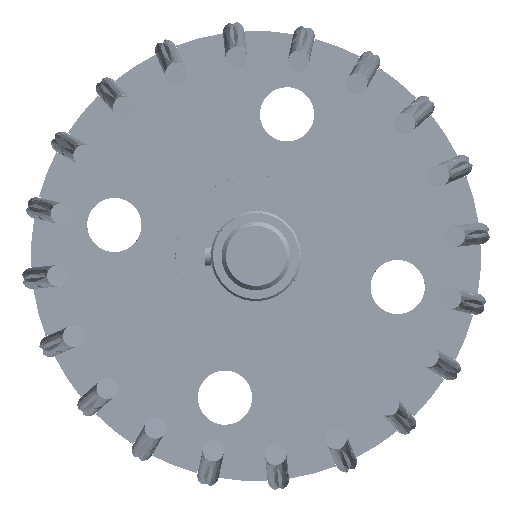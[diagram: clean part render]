
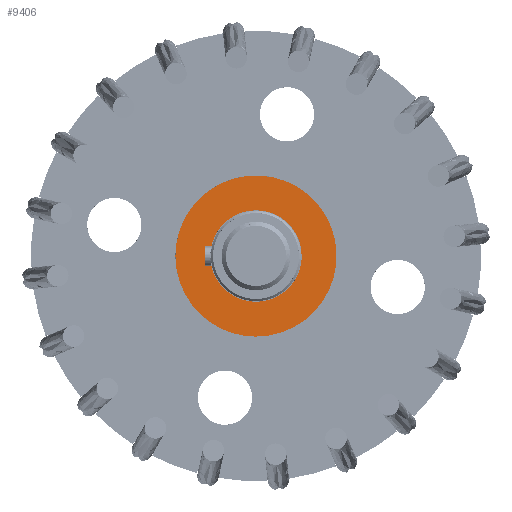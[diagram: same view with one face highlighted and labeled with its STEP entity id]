
A CAD part, left-side view. The second image highlights one B-rep face of the part: STEP entity #9406.
In plain terms, the highlighted free-form (B-spline) face has degree [1, 1] with [2, 2] control points.
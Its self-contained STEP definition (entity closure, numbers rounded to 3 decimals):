
#9249 = EDGE_CURVE('',#9250,#9252,#9254,.T.);
#9250 = VERTEX_POINT('',#9251);
#9251 = CARTESIAN_POINT('',(-236.877,-403.781,
    25.824));
#9252 = VERTEX_POINT('',#9253);
#9253 = CARTESIAN_POINT('',(-236.877,-403.781,
    50.38));
#9254 = B_SPLINE_CURVE_WITH_KNOTS('',1,(#9255,#9256),.UNSPECIFIED.,.F.,
  .F.,(2,2),(-34.75,-16.75),.PIECEWISE_BEZIER_KNOTS.);
#9255 = CARTESIAN_POINT('',(-236.877,-403.781,
    25.824));
#9256 = CARTESIAN_POINT('',(-236.877,-403.781,
    50.38));
#9288 = EDGE_CURVE('',#9252,#9289,#9291,.T.);
#9289 = VERTEX_POINT('',#9290);
#9290 = CARTESIAN_POINT('',(-236.877,-412.463,
    50.38));
#9291 = B_SPLINE_CURVE_WITH_KNOTS('',1,(#9292,#9293),.UNSPECIFIED.,.F.,
  .F.,(2,2),(-27.132,-20.768),.PIECEWISE_BEZIER_KNOTS.);
#9292 = CARTESIAN_POINT('',(-236.877,-403.781,
    50.38));
#9293 = CARTESIAN_POINT('',(-236.877,-412.463,
    50.38));
#9316 = EDGE_CURVE('',#9317,#9250,#9319,.T.);
#9317 = VERTEX_POINT('',#9318);
#9318 = CARTESIAN_POINT('',(-236.877,-412.463,
    25.824));
#9319 = B_SPLINE_CURVE_WITH_KNOTS('',1,(#9320,#9321),.UNSPECIFIED.,.F.,
  .F.,(2,2),(17.586,23.95),.PIECEWISE_BEZIER_KNOTS.);
#9320 = CARTESIAN_POINT('',(-236.877,-412.463,
    25.824));
#9321 = CARTESIAN_POINT('',(-236.877,-403.781,
    25.824));
#9379 = EDGE_CURVE('',#9317,#9289,#9380,.T.);
#9380 = ( BOUNDED_CURVE() B_SPLINE_CURVE(2,(#9381,#9382,#9383,#9384,
#9385,#9386,#9387),.UNSPECIFIED.,.F.,.F.) B_SPLINE_CURVE_WITH_KNOTS((3,2
    ,2,3),(4.926,6.878,8.83,10.782)
,.PIECEWISE_BEZIER_KNOTS.) CURVE() GEOMETRIC_REPRESENTATION_ITEM() 
RATIONAL_B_SPLINE_CURVE((1.,0.56,1.,0.56,1.,
0.56,1.)) REPRESENTATION_ITEM('') );
#9381 = CARTESIAN_POINT('',(-236.877,-412.463,
    25.824));
#9382 = CARTESIAN_POINT('',(-236.877,-430.615,
    -57.947));
#9383 = CARTESIAN_POINT('',(-236.877,-501.613,
    -9.923));
#9384 = CARTESIAN_POINT('',(-236.877,-572.611,
    38.102));
#9385 = CARTESIAN_POINT('',(-236.877,-501.613,
    86.126));
#9386 = CARTESIAN_POINT('',(-236.877,-430.615,
    134.151));
#9387 = CARTESIAN_POINT('',(-236.877,-412.463,
    50.38));
#9406 = ADVANCED_FACE('',(#9407,#9421),#9427,.T.);
#9407 = FACE_BOUND('',#9408,.T.);
#9408 = EDGE_LOOP('',(#9409));
#9409 = ORIENTED_EDGE('',*,*,#9410,.T.);
#9410 = EDGE_CURVE('',#9411,#9411,#9413,.T.);
#9411 = VERTEX_POINT('',#9412);
#9412 = CARTESIAN_POINT('',(-236.877,-469.128,
    -64.215));
#9413 = ( BOUNDED_CURVE() B_SPLINE_CURVE(2,(#9414,#9415,#9416,#9417,
#9418,#9419,#9420),.UNSPECIFIED.,.T.,.F.) B_SPLINE_CURVE_WITH_KNOTS((1,2
    ,2,2,2,1),(-2.094,0.,2.094,4.189,
6.283,8.378),.UNSPECIFIED.) CURVE() 
GEOMETRIC_REPRESENTATION_ITEM() RATIONAL_B_SPLINE_CURVE((1.,0.5,1.,0.5,
1.,0.5,1.)) REPRESENTATION_ITEM('') );
#9414 = CARTESIAN_POINT('',(-236.877,-469.128,
    -64.215));
#9415 = CARTESIAN_POINT('',(-236.877,-646.346,
    -64.215));
#9416 = CARTESIAN_POINT('',(-236.877,-557.737,
    89.26));
#9417 = CARTESIAN_POINT('',(-236.877,-469.128,
    242.736));
#9418 = CARTESIAN_POINT('',(-236.877,-380.519,
    89.26));
#9419 = CARTESIAN_POINT('',(-236.877,-291.91,
    -64.215));
#9420 = CARTESIAN_POINT('',(-236.877,-469.128,
    -64.215));
#9421 = FACE_BOUND('',#9422,.T.);
#9422 = EDGE_LOOP('',(#9423,#9424,#9425,#9426));
#9423 = ORIENTED_EDGE('',*,*,#9288,.T.);
#9424 = ORIENTED_EDGE('',*,*,#9379,.F.);
#9425 = ORIENTED_EDGE('',*,*,#9316,.T.);
#9426 = ORIENTED_EDGE('',*,*,#9249,.T.);
#9427 = B_SPLINE_SURFACE_WITH_KNOTS('',1,1,(
    (#9428,#9429)
    ,(#9430,#9431
    )),.UNSPECIFIED.,.F.,.F.,.F.,(2,2),(2,2),(-75.,75.),(-32.5,117.5),
  .PIECEWISE_BEZIER_KNOTS.);
#9428 = CARTESIAN_POINT('',(-236.877,-571.445,
    140.419));
#9429 = CARTESIAN_POINT('',(-236.877,-571.445,
    -64.215));
#9430 = CARTESIAN_POINT('',(-236.877,-366.811,
    140.419));
#9431 = CARTESIAN_POINT('',(-236.877,-366.811,
    -64.215));
